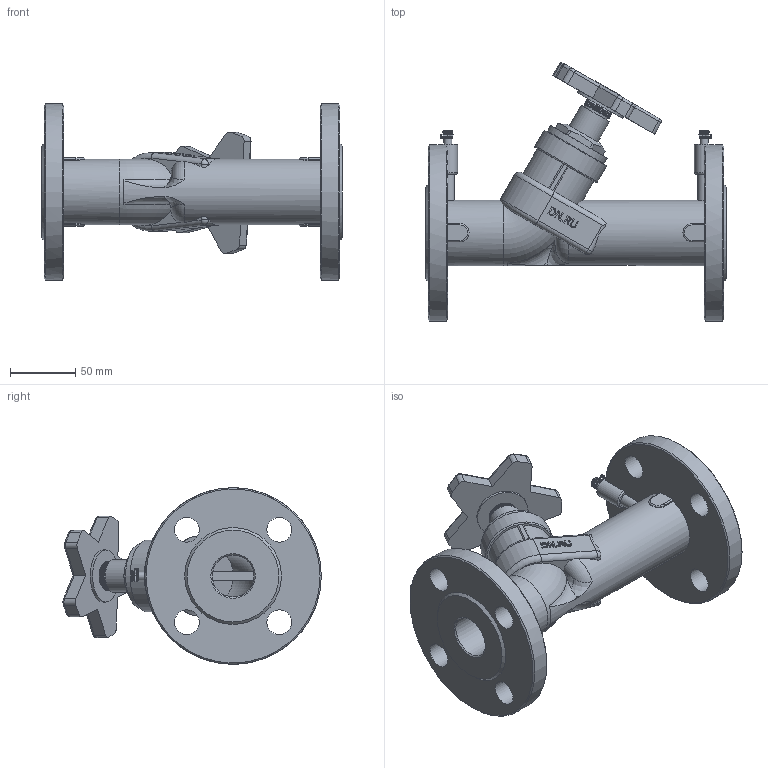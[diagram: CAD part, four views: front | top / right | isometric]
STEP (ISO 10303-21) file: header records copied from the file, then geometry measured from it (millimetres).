
FILE_DESCRIPTION(/* description */ (''),/* implementation_level */ '2;1');
FILE_NAME(/* name */ 'DN32_3D_STEP.stp',/* time_stamp */ '2024-03-03T18:43:34+03:00',/* author */ ('igorr'),/* organization */ (''),/* preprocessor_version */ 'ST-DEVELOPER v19.2',/* originating_system */ 'Autodesk Inventor 2023',/* authorisation */ '');
FILE_SCHEMA (('AUTOMOTIVE_DESIGN { 1 0 10303 214 3 1 1 }'));
Length unit declared in the file: millimetre
Products named in the file (3): Сборка; Деталь1; Деталь2
Assembly tree (2 placements, depth 2):
  Сборка
    Деталь1
    Деталь2
Bounding box: 230 x 197.75 x 135 mm (x, y, z)
Volume: 851344.2 mm3; surface area: 155877.1 mm2
Topology: 2 solids, 4 shells, 1655 faces, 4165 edges, 2553 vertices
Faces by surface type: plane 1211, cylinder 330, bspline 60, torus 40, cone 12, sphere 2
Full cylindrical faces by diameter (mm): 6 x2, 7.5 x2, 8.348 x2, 15 x2, 19 x8, 20 x1, 22 x2, 25 x1, 30 x1, 32 x2, 34 x1, 40 x1, 50 x3, 55 x1, 135 x2
Entity records: 52275 total; most frequent: CARTESIAN_POINT 11234, ORIENTED_EDGE 8330, DIRECTION 8138, EDGE_CURVE 4165, AXIS2_PLACEMENT_3D 2770, LINE 2598, VECTOR 2598, VERTEX_POINT 2553
